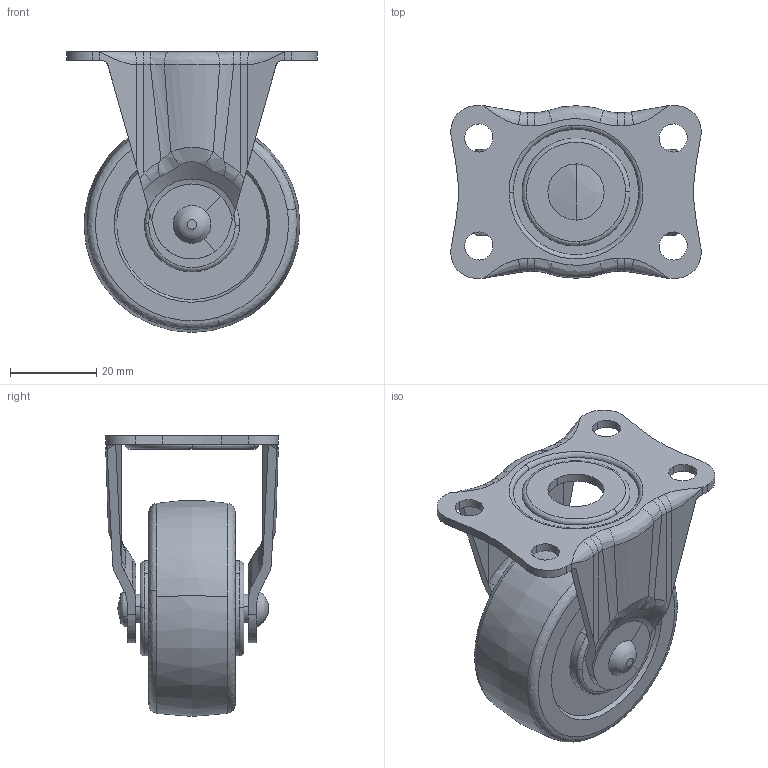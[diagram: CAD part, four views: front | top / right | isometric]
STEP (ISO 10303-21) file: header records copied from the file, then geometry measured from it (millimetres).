
FILE_DESCRIPTION((''),'2;1');
FILE_NAME('','2005-12-15T17:32:22',(''),(''),'','CADfix','');
FILE_SCHEMA(('AUTOMOTIVE_DESIGN'));
Length unit declared in the file: millimetre
Products named in the file (4): wheel; body; axle; No_420_R_R50_4_622_36
Assembly tree (3 placements, depth 2):
  No_420_R_R50_4_622_36
    wheel
    body
    axle
Bounding box: 57.99 x 40 x 65 mm (x, y, z)
Volume: 47414.7 mm3; surface area: 18020.2 mm2
Topology: 3 solids, 3 shells, 177 faces, 556 edges, 384 vertices
Faces by surface type: bspline 177
Entity records: 8961 total; most frequent: CARTESIAN_POINT 5956, ORIENTED_EDGE 1096, EDGE_CURVE 548, VERTEX_POINT 384, EDGE_LOOP 200, FACE_OUTER_BOUND 177, ADVANCED_FACE 177, QUASI_UNIFORM_CURVE 153
